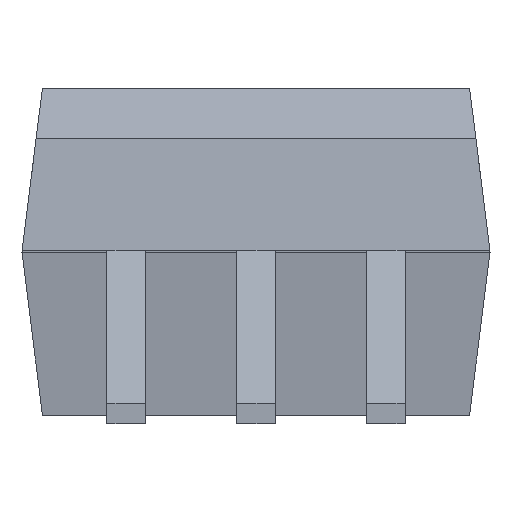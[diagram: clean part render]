
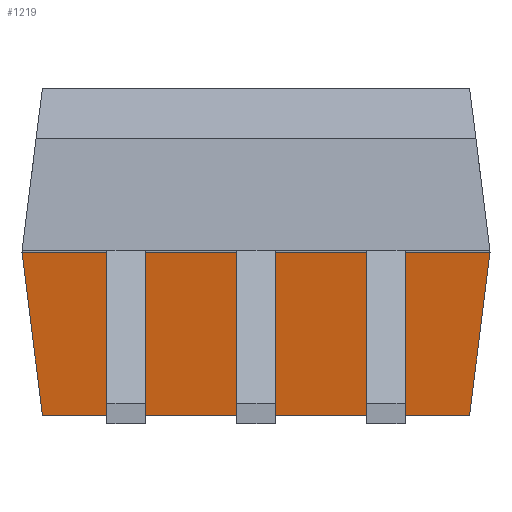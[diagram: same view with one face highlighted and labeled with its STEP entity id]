
A CAD part, left-side view. The second image highlights one B-rep face of the part: STEP entity #1219.
In plain terms, the highlighted planar face has unit normal (-0.992, 0, -0.125).
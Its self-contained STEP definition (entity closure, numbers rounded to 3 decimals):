
#158 = VECTOR ( 'NONE', #1619, 1000. ) ;
#337 = DIRECTION ( 'NONE',  ( 0.124, -0.124, -0.985 ) ) ;
#408 = PLANE ( 'NONE',  #1495 ) ;
#417 = DIRECTION ( 'NONE',  ( -0.992, 0., -0.125 ) ) ;
#439 = VERTEX_POINT ( 'NONE', #2381 ) ;
#644 = CARTESIAN_POINT ( 'NONE',  ( 1.77, -3.36, 0.1 ) ) ;
#826 = VECTOR ( 'NONE', #866, 1000. ) ;
#866 = DIRECTION ( 'NONE',  ( 0.124, 0.124, -0.985 ) ) ;
#873 = CARTESIAN_POINT ( 'NONE',  ( 1.57, -3.56, 1.69 ) ) ;
#973 = CARTESIAN_POINT ( 'NONE',  ( 1.57, 1.02, 1.69 ) ) ;
#1074 = CARTESIAN_POINT ( 'NONE',  ( 1.77, 1.02, 0.1 ) ) ;
#1100 = VECTOR ( 'NONE', #2046, 1000. ) ;
#1117 = CARTESIAN_POINT ( 'NONE',  ( 1.57, 1.02, 1.69 ) ) ;
#1191 = LINE ( 'NONE', #973, #1100 ) ;
#1219 = ADVANCED_FACE ( 'NONE', ( #3118 ), #408, .T. ) ;
#1227 = LINE ( 'NONE', #1948, #2634 ) ;
#1257 = EDGE_CURVE ( 'NONE', #1642, #1572, #1191, .T. ) ;
#1382 = CARTESIAN_POINT ( 'NONE',  ( 1.57, -3.56, 1.69 ) ) ;
#1495 = AXIS2_PLACEMENT_3D ( 'NONE', #2025, #417, #2290 ) ;
#1572 = VERTEX_POINT ( 'NONE', #1117 ) ;
#1585 = LINE ( 'NONE', #1074, #158 ) ;
#1619 = DIRECTION ( 'NONE',  ( 0., -1., 0. ) ) ;
#1623 = LINE ( 'NONE', #1382, #826 ) ;
#1642 = VERTEX_POINT ( 'NONE', #873 ) ;
#1664 = EDGE_CURVE ( 'NONE', #1572, #439, #1227, .T. ) ;
#1697 = VERTEX_POINT ( 'NONE', #644 ) ;
#1783 = EDGE_LOOP ( 'NONE', ( #2617, #2486, #2196, #2094 ) ) ;
#1948 = CARTESIAN_POINT ( 'NONE',  ( 1.57, 1.02, 1.69 ) ) ;
#2025 = CARTESIAN_POINT ( 'NONE',  ( 1.67, 1.02, 0.895 ) ) ;
#2046 = DIRECTION ( 'NONE',  ( 0., 1., 0. ) ) ;
#2094 = ORIENTED_EDGE ( 'NONE', *, *, #3347, .T. ) ;
#2196 = ORIENTED_EDGE ( 'NONE', *, *, #1664, .T. ) ;
#2290 = DIRECTION ( 'NONE',  ( -0.125, 0., 0.992 ) ) ;
#2381 = CARTESIAN_POINT ( 'NONE',  ( 1.77, 0.82, 0.1 ) ) ;
#2486 = ORIENTED_EDGE ( 'NONE', *, *, #1257, .T. ) ;
#2617 = ORIENTED_EDGE ( 'NONE', *, *, #3478, .F. ) ;
#2634 = VECTOR ( 'NONE', #337, 1000. ) ;
#3118 = FACE_OUTER_BOUND ( 'NONE', #1783, .T. ) ;
#3347 = EDGE_CURVE ( 'NONE', #439, #1697, #1585, .T. ) ;
#3478 = EDGE_CURVE ( 'NONE', #1642, #1697, #1623, .T. ) ;
